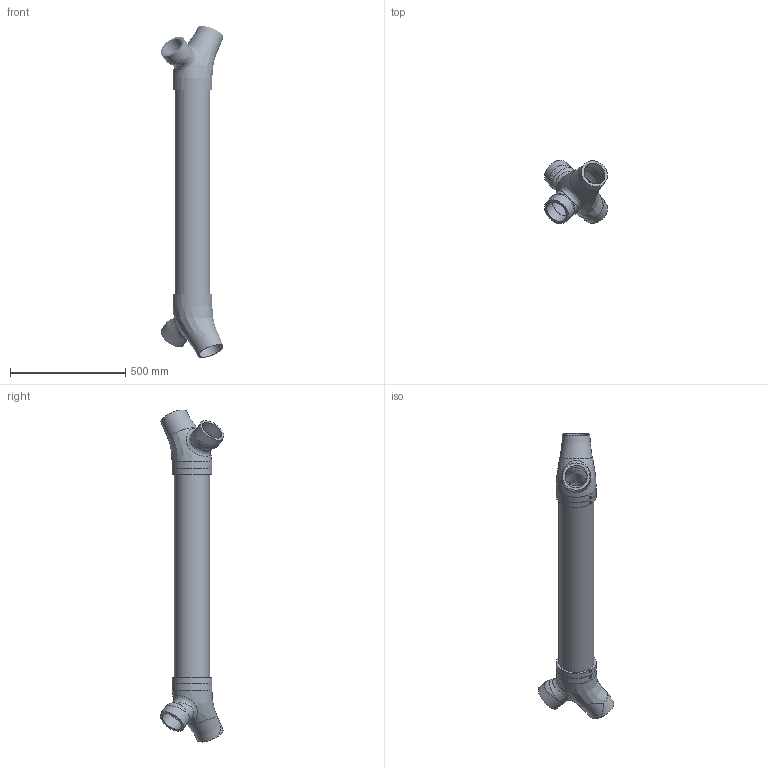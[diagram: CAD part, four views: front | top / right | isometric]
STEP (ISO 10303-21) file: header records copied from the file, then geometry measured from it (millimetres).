
FILE_DESCRIPTION(/* description */ (''),/* implementation_level */ '2;1');
FILE_NAME(/* name */ 'HRV v1.step',/* time_stamp */ '2024-05-17T23:08:34-07:00',/* author */ (''),/* organization */ (''),/* preprocessor_version */ 'ST-DEVELOPER v20',/* originating_system */ 'Autodesk Translation Framework v12.20.1.177',/* authorisation */ '');
FILE_SCHEMA (('AUTOMOTIVE_DESIGN { 1 0 10303 214 3 1 1 }'));
Length unit declared in the file: millimetre
Products named in the file (6): HRV; 8585K583_Impact-Resistant Polycarbonate Round Tube; Straw; Vent Splitter mount; Vent splitter inside side; 96144A111_Fine-Thread Alloy Steel Socket Head Screw
Assembly tree (90 placements, depth 2):
  HRV
    8585K583_Impact-Resistant Polycarbonate Round Tube
    Vent Splitter mount  x2
    Vent splitter inside side  x2
    Straw  x77
    96144A111_Fine-Thread Alloy Steel Socket Head Screw  x8
Bounding box: 272.84 x 277.73 x 1442.96 mm (x, y, z)
Volume: 6281375.4 mm3; surface area: 4587922.3 mm2
Topology: 90 solids, 90 shells, 1454 faces, 3086 edges, 2002 vertices
Faces by surface type: cylinder 836, plane 466, cone 96, bspline 40, torus 16
Full cylindrical faces by diameter (mm): 4.9 x4, 5.026 x112, 5.95 x231, 6 x120, 6.35 x77, 6.4 x4, 6.5 x4, 6.75 x154, 10 x8, 11.5 x8, 80 x4, 84 x4, 90 x4, 110 x2, 120 x2, 146.05 x1, 152.4 x1, 153 x2, 160 x4, 165.4 x2, 166 x2, 173 x4
Entity records: 17816 total; most frequent: CARTESIAN_POINT 7436, DIRECTION 2230, ORIENTED_EDGE 1796, AXIS2_PLACEMENT_3D 963, EDGE_CURVE 898, EDGE_LOOP 687, VERTEX_POINT 589, CIRCLE 467
